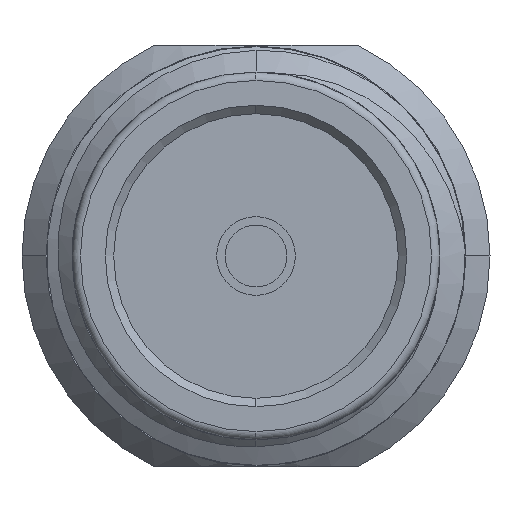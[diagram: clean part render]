
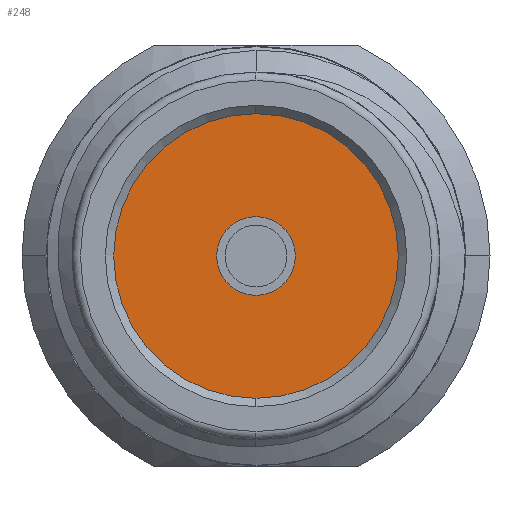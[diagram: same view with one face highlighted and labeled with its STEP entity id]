
A CAD part, left-side view. The second image highlights one B-rep face of the part: STEP entity #248.
In plain terms, the highlighted planar face has unit normal (-1, 0, 0).
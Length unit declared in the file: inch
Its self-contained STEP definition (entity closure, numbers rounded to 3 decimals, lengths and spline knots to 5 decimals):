
#43 = CARTESIAN_POINT ( 'NONE',  ( 0.08, 0., 0. ) ) ;
#137 = DIRECTION ( 'NONE',  ( -1., 0., 0. ) ) ;
#181 = EDGE_CURVE ( 'NONE', #6416, #6783, #6203, .T. ) ;
#248 = ADVANCED_FACE ( 'NONE', ( #1129, #3753 ), #6302, .T. ) ;
#323 = CARTESIAN_POINT ( 'NONE',  ( 0.08, 0., 0. ) ) ;
#721 = CARTESIAN_POINT ( 'NONE',  ( 0.08, 0., 0. ) ) ;
#784 = DIRECTION ( 'NONE',  ( 0., 0., 1. ) ) ;
#857 = ORIENTED_EDGE ( 'NONE', *, *, #181, .T. ) ;
#936 = CARTESIAN_POINT ( 'NONE',  ( 0.08, 0., -0.085 ) ) ;
#938 = DIRECTION ( 'NONE',  ( -1., 0., 0. ) ) ;
#1111 = CIRCLE ( 'NONE', #2469, 0.0235 ) ;
#1129 = FACE_BOUND ( 'NONE', #4353, .T. ) ;
#1452 = DIRECTION ( 'NONE',  ( 0., 0., 1. ) ) ;
#1651 = AXIS2_PLACEMENT_3D ( 'NONE', #323, #938, #5851 ) ;
#1763 = DIRECTION ( 'NONE',  ( -1., 0., 0. ) ) ;
#2319 = EDGE_CURVE ( 'NONE', #6783, #6416, #4654, .T. ) ;
#2356 = AXIS2_PLACEMENT_3D ( 'NONE', #5211, #3061, #1452 ) ;
#2469 = AXIS2_PLACEMENT_3D ( 'NONE', #43, #1763, #5511 ) ;
#2543 = AXIS2_PLACEMENT_3D ( 'NONE', #721, #137, #6722 ) ;
#2592 = VERTEX_POINT ( 'NONE', #5499 ) ;
#2621 = CARTESIAN_POINT ( 'NONE',  ( 0.08, 0., 0.0235 ) ) ;
#2679 = ORIENTED_EDGE ( 'NONE', *, *, #4827, .F. ) ;
#3061 = DIRECTION ( 'NONE',  ( -1., 0., 0. ) ) ;
#3124 = ORIENTED_EDGE ( 'NONE', *, *, #2319, .T. ) ;
#3480 = CIRCLE ( 'NONE', #5091, 0.0235 ) ;
#3495 = VERTEX_POINT ( 'NONE', #2621 ) ;
#3528 = CARTESIAN_POINT ( 'NONE',  ( 0.08, 0., 0. ) ) ;
#3753 = FACE_OUTER_BOUND ( 'NONE', #5120, .T. ) ;
#3789 = EDGE_CURVE ( 'NONE', #3495, #2592, #1111, .T. ) ;
#4046 = DIRECTION ( 'NONE',  ( -1., 0., 0. ) ) ;
#4353 = EDGE_LOOP ( 'NONE', ( #5798, #2679 ) ) ;
#4573 = CARTESIAN_POINT ( 'NONE',  ( 0.08, 0., 0.085 ) ) ;
#4654 = CIRCLE ( 'NONE', #2543, 0.085 ) ;
#4827 = EDGE_CURVE ( 'NONE', #2592, #3495, #3480, .T. ) ;
#5091 = AXIS2_PLACEMENT_3D ( 'NONE', #3528, #4046, #784 ) ;
#5120 = EDGE_LOOP ( 'NONE', ( #3124, #857 ) ) ;
#5211 = CARTESIAN_POINT ( 'NONE',  ( 0.08, 0., 0. ) ) ;
#5499 = CARTESIAN_POINT ( 'NONE',  ( 0.08, 0., -0.0235 ) ) ;
#5511 = DIRECTION ( 'NONE',  ( 0., 0., 1. ) ) ;
#5798 = ORIENTED_EDGE ( 'NONE', *, *, #3789, .F. ) ;
#5851 = DIRECTION ( 'NONE',  ( 0., 0., 1. ) ) ;
#6203 = CIRCLE ( 'NONE', #1651, 0.085 ) ;
#6302 = PLANE ( 'NONE',  #2356 ) ;
#6416 = VERTEX_POINT ( 'NONE', #936 ) ;
#6722 = DIRECTION ( 'NONE',  ( 0., 0., 1. ) ) ;
#6783 = VERTEX_POINT ( 'NONE', #4573 ) ;
